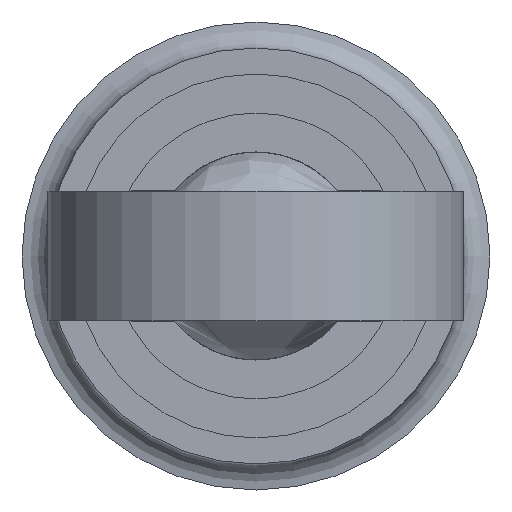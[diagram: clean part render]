
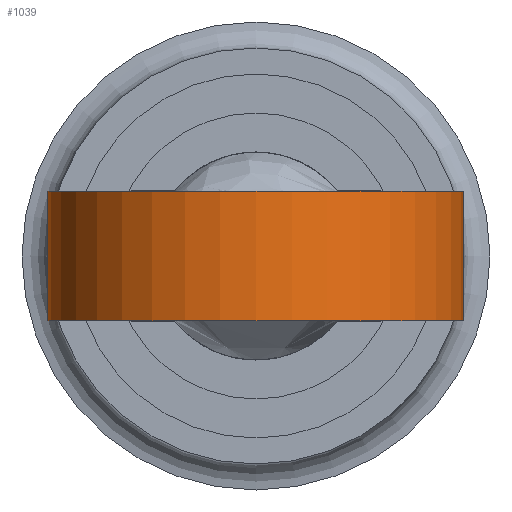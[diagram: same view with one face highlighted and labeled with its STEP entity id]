
A CAD part, left-side view. The second image highlights one B-rep face of the part: STEP entity #1039.
In plain terms, the highlighted cylindrical face has radius 8 mm (diameter 16 mm), a partial arc.
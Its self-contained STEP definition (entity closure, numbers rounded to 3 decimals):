
#126=LINE('',#2375,#168);
#127=LINE('',#2376,#169);
#168=VECTOR('',#1447,5.);
#169=VECTOR('',#1448,5.);
#218=CYLINDRICAL_SURFACE('',#1163,8.);
#310=FACE_OUTER_BOUND('',#404,.T.);
#404=EDGE_LOOP('',(#953,#954,#955,#956));
#459=CIRCLE('',#1145,8.);
#465=CIRCLE('',#1155,8.);
#545=VERTEX_POINT('',#1995);
#546=VERTEX_POINT('',#1997);
#559=VERTEX_POINT('',#2135);
#560=VERTEX_POINT('',#2137);
#671=EDGE_CURVE('',#545,#546,#459,.T.);
#691=EDGE_CURVE('',#559,#560,#465,.T.);
#697=EDGE_CURVE('',#546,#559,#126,.T.);
#698=EDGE_CURVE('',#545,#560,#127,.T.);
#953=ORIENTED_EDGE('',*,*,#697,.F.);
#954=ORIENTED_EDGE('',*,*,#671,.F.);
#955=ORIENTED_EDGE('',*,*,#698,.T.);
#956=ORIENTED_EDGE('',*,*,#691,.F.);
#1039=ADVANCED_FACE('',(#310),#218,.T.);
#1145=AXIS2_PLACEMENT_3D('',#1998,#1398,#1399);
#1155=AXIS2_PLACEMENT_3D('',#2138,#1428,#1429);
#1163=AXIS2_PLACEMENT_3D('',#2374,#1445,#1446);
#1398=DIRECTION('center_axis',(0.,1.,0.));
#1399=DIRECTION('ref_axis',(0.,0.,1.));
#1428=DIRECTION('center_axis',(0.,-1.,0.));
#1429=DIRECTION('ref_axis',(1.,0.,0.));
#1445=DIRECTION('center_axis',(0.,1.,0.));
#1446=DIRECTION('ref_axis',(0.,0.,1.));
#1447=DIRECTION('',(0.,-1.,0.));
#1448=DIRECTION('',(0.,-1.,0.));
#1995=CARTESIAN_POINT('',(-17.,2.5,-8.));
#1997=CARTESIAN_POINT('',(-17.,2.5,8.));
#1998=CARTESIAN_POINT('Origin',(-17.,2.5,0.));
#2135=CARTESIAN_POINT('',(-17.,-2.5,8.));
#2137=CARTESIAN_POINT('',(-17.,-2.5,-8.));
#2138=CARTESIAN_POINT('Origin',(-17.,-2.5,0.));
#2374=CARTESIAN_POINT('Origin',(-17.,0.,0.));
#2375=CARTESIAN_POINT('',(-17.,0.,8.));
#2376=CARTESIAN_POINT('',(-17.,0.,-8.));
